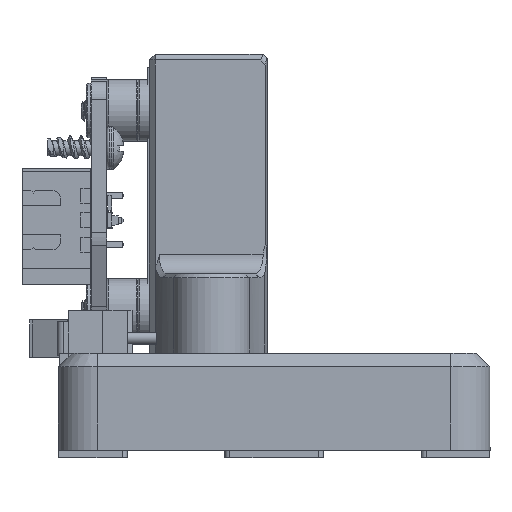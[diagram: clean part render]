
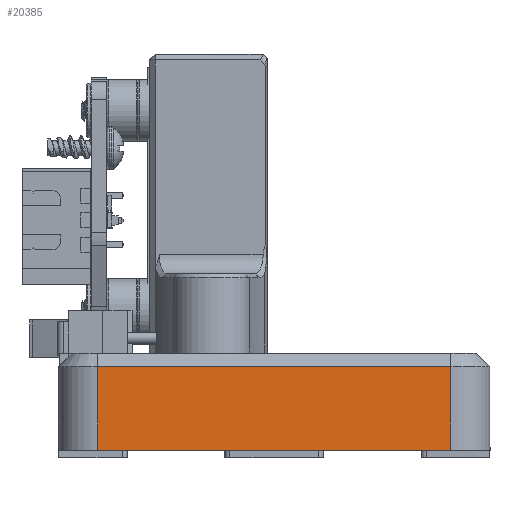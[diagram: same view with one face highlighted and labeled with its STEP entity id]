
A CAD part, front view. The second image highlights one B-rep face of the part: STEP entity #20385.
In plain terms, the highlighted face is planar.
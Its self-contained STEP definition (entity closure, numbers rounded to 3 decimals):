
#2337=FACE_OUTER_BOUND('',#3499,.T.);
#3499=EDGE_LOOP('',(#14085,#14086,#14087,#14088));
#4790=LINE('',#30268,#6694);
#4808=LINE('',#30354,#6712);
#4824=LINE('',#30590,#6728);
#4825=LINE('',#30592,#6729);
#6694=VECTOR('',#24408,10.);
#6712=VECTOR('',#24478,10.);
#6728=VECTOR('',#24538,10.);
#6729=VECTOR('',#24541,10.);
#8578=VERTEX_POINT('',#30123);
#8579=VERTEX_POINT('',#30127);
#8650=VERTEX_POINT('',#30351);
#8651=VERTEX_POINT('',#30353);
#10732=EDGE_CURVE('',#8578,#8579,#4790,.T.);
#10768=EDGE_CURVE('',#8650,#8651,#4808,.T.);
#10808=EDGE_CURVE('',#8651,#8578,#4824,.T.);
#10809=EDGE_CURVE('',#8579,#8650,#4825,.T.);
#14085=ORIENTED_EDGE('',*,*,#10732,.F.);
#14086=ORIENTED_EDGE('',*,*,#10808,.F.);
#14087=ORIENTED_EDGE('',*,*,#10768,.F.);
#14088=ORIENTED_EDGE('',*,*,#10809,.F.);
#19714=PLANE('',#22268);
#20385=ADVANCED_FACE('',(#2337),#19714,.T.);
#22268=AXIS2_PLACEMENT_3D('',#30591,#24539,#24540);
#24408=DIRECTION('',(0.,1.,0.));
#24478=DIRECTION('',(0.,-1.,0.));
#24538=DIRECTION('',(0.,0.,-1.));
#24539=DIRECTION('center_axis',(-1.,0.,0.));
#24540=DIRECTION('ref_axis',(0.,-1.,0.));
#24541=DIRECTION('',(0.,0.,1.));
#30123=CARTESIAN_POINT('',(0.,-50.019,-13.386));
#30127=CARTESIAN_POINT('',(0.,-13.997,-13.386));
#30268=CARTESIAN_POINT('',(0.,-21.003,-13.386));
#30351=CARTESIAN_POINT('',(0.,-13.997,-4.9));
#30353=CARTESIAN_POINT('',(0.,-50.019,-4.9));
#30354=CARTESIAN_POINT('',(0.,-13.997,-4.9));
#30590=CARTESIAN_POINT('',(0.,-50.019,-14.8));
#30591=CARTESIAN_POINT('Origin',(0.,-9.997,-14.8));
#30592=CARTESIAN_POINT('',(0.,-13.997,-14.8));
